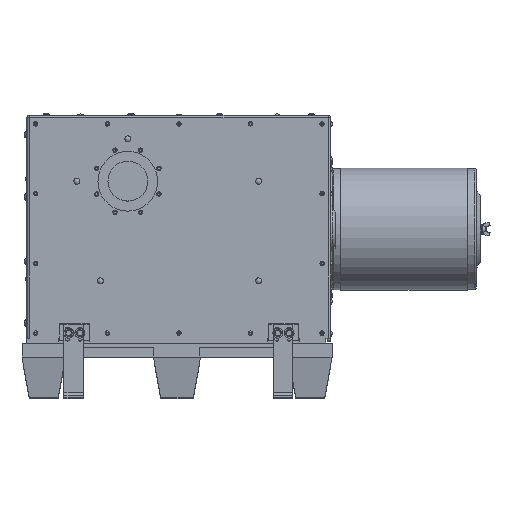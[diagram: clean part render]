
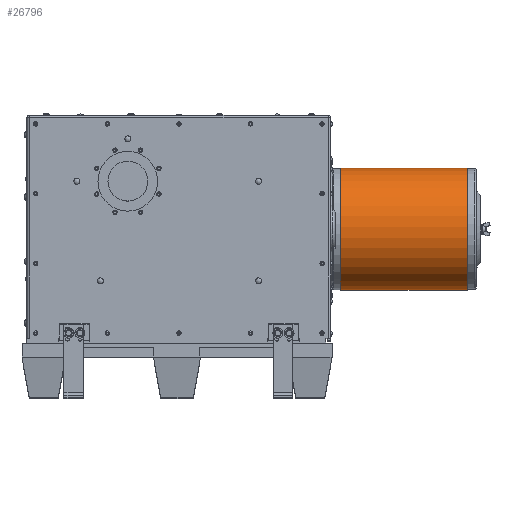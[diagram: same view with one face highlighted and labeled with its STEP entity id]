
A CAD part, top view. The second image highlights one B-rep face of the part: STEP entity #26796.
In plain terms, the highlighted cylindrical face has radius 155.448 mm (diameter 310.896 mm), a full revolution.
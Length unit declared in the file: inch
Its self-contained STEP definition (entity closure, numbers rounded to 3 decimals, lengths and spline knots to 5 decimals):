
#6847=FACE_BOUND('',#9132,.T.);
#7396=FACE_OUTER_BOUND('',#9131,.T.);
#9131=EDGE_LOOP('',(#18964));
#9132=EDGE_LOOP('',(#18965));
#11234=CIRCLE('',#28452,6.12);
#11327=CIRCLE('',#28612,6.12);
#12287=VERTEX_POINT('',#38614);
#12388=VERTEX_POINT('',#41502);
#14808=EDGE_CURVE('',#12287,#12287,#11234,.T.);
#14963=EDGE_CURVE('',#12388,#12388,#11327,.T.);
#18964=ORIENTED_EDGE('',*,*,#14808,.F.);
#18965=ORIENTED_EDGE('',*,*,#14963,.F.);
#26397=CYLINDRICAL_SURFACE('',#28611,6.12);
#26796=ADVANCED_FACE('',(#7396,#6847),#26397,.T.);
#28452=AXIS2_PLACEMENT_3D('',#38615,#31162,#31163);
#28611=AXIS2_PLACEMENT_3D('',#41501,#31510,#31511);
#28612=AXIS2_PLACEMENT_3D('',#41503,#31512,#31513);
#31162=DIRECTION('center_axis',(1.,0.,0.));
#31163=DIRECTION('ref_axis',(0.,0.882,0.47));
#31510=DIRECTION('center_axis',(1.,0.,0.));
#31511=DIRECTION('ref_axis',(0.,0.882,0.47));
#31512=DIRECTION('center_axis',(-1.,0.,0.));
#31513=DIRECTION('ref_axis',(0.,0.882,0.47));
#38614=CARTESIAN_POINT('',(-18.89751,0.61905,-60.34294));
#38615=CARTESIAN_POINT('Origin',(-18.89751,6.0198,-57.46435));
#41501=CARTESIAN_POINT('Origin',(-31.64751,6.0198,-57.46435));
#41502=CARTESIAN_POINT('',(-31.64751,0.61905,-60.34294));
#41503=CARTESIAN_POINT('Origin',(-31.64751,6.0198,-57.46435));
